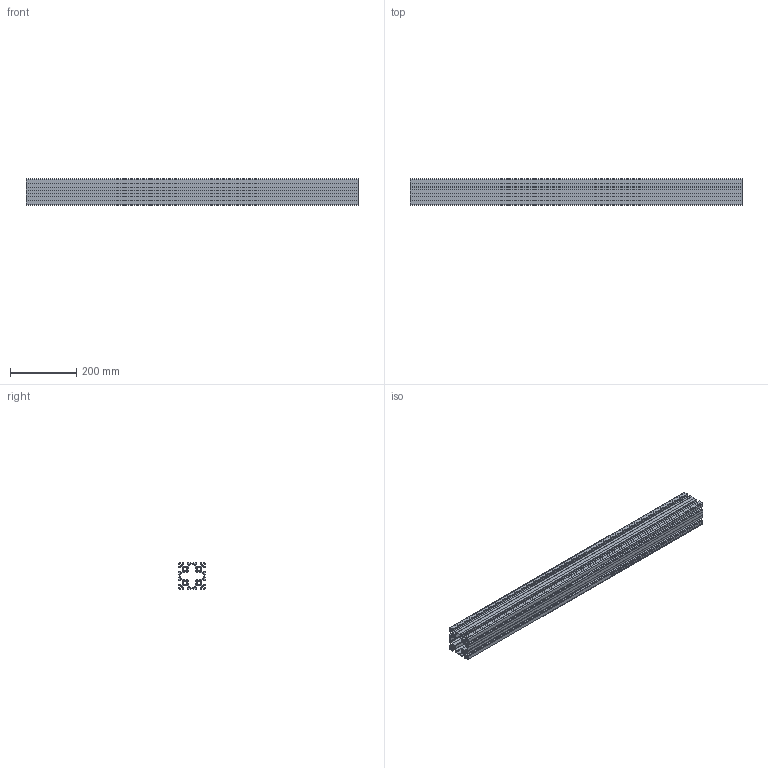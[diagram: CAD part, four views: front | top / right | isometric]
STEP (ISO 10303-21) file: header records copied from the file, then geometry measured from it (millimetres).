
FILE_DESCRIPTION(('STEP AP214'),'1');
FILE_NAME('cctmp_43FF4AED-0371-4315-B357-9BA1F7174568_2020_1_20_9_50_52_920..stp','2020-01-20T08:50:53',('Bosch Rexroth AG'),('CADClick - www.CADClick.com'),'Spatial InterOp 3D',' ','unknown authorization - (Healing Option Enabled)');
FILE_SCHEMA(('AUTOMOTIVE_DESIGN'));
Length unit declared in the file: millimetre
Products named in the file (1): 2020_01_20__09-50-52-920
Bounding box: 1000 x 80 x 80 mm (x, y, z)
Volume: 1811185.3 mm3; surface area: 1206243.5 mm2
Topology: 1 solids, 1 shells, 298 faces, 888 edges, 592 vertices
Faces by surface type: plane 270, cylinder 28
Entity records: 12292 total; most frequent: CARTESIAN_POINT 1779, ORIENTED_EDGE 1776, DIRECTION 1542, EDGE_CURVE 888, LINE 832, VECTOR 832, VERTEX_POINT 592, AXIS2_PLACEMENT_3D 355
